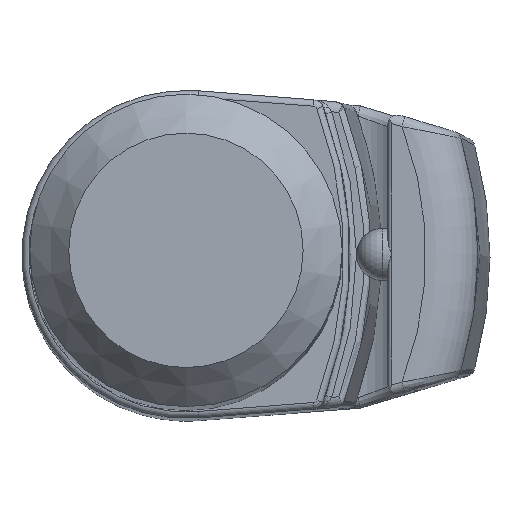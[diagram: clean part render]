
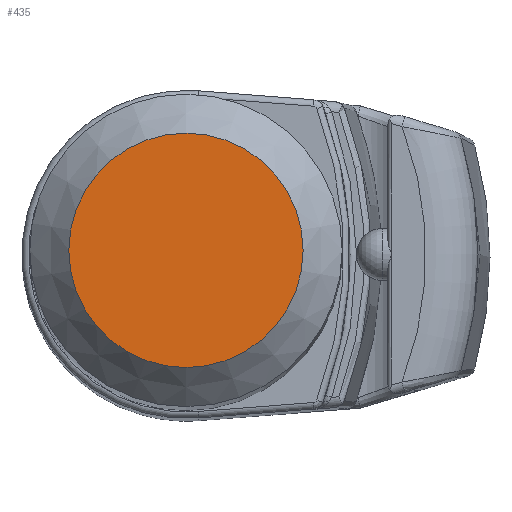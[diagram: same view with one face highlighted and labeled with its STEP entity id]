
A CAD part, top view. The second image highlights one B-rep face of the part: STEP entity #435.
In plain terms, the highlighted planar face has unit normal (0, 0, 1).
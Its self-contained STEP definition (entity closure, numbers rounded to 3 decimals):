
#326=CIRCLE('',#2148,4.5);
#435=ADVANCED_FACE('',(#574),#477,.T.);
#477=PLANE('',#2149);
#574=FACE_OUTER_BOUND('',#693,.T.);
#693=EDGE_LOOP('',(#1327));
#1327=ORIENTED_EDGE('',*,*,#1833,.T.);
#1571=VERTEX_POINT('',#4019);
#1833=EDGE_CURVE('',#1571,#1571,#326,.T.);
#2148=AXIS2_PLACEMENT_3D('',#4018,#2601,#2602);
#2149=AXIS2_PLACEMENT_3D('',#4020,#2603,#2604);
#2601=DIRECTION('',(0.,0.,1.));
#2602=DIRECTION('',(0.,-1.,0.));
#2603=DIRECTION('',(0.,0.,1.));
#2604=DIRECTION('',(0.,-1.,0.));
#4018=CARTESIAN_POINT('',(19.792,0.,117.5));
#4019=CARTESIAN_POINT('',(19.792,-4.5,117.5));
#4020=CARTESIAN_POINT('',(19.792,6.,117.5));
